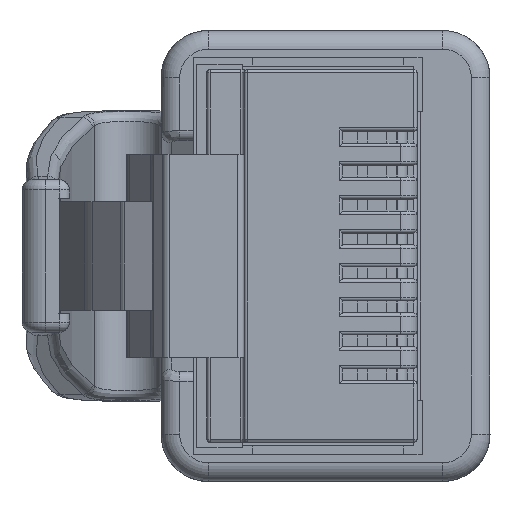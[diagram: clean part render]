
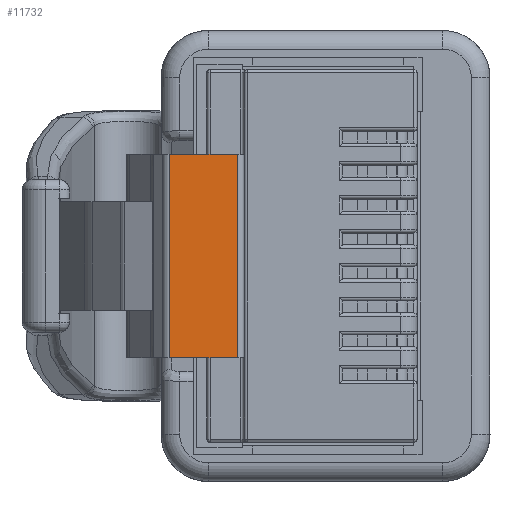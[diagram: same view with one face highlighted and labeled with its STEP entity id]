
A CAD part, left-side view. The second image highlights one B-rep face of the part: STEP entity #11732.
In plain terms, the highlighted planar face has unit normal (1, 0, 0).
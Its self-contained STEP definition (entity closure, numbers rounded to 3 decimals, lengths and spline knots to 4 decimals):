
#10158=PLANE('',#40491);
#11732=ADVANCED_FACE('',(#13646),#10158,.F.);
#13646=FACE_OUTER_BOUND('',#15210,.T.);
#15210=EDGE_LOOP('',(#22647,#22648,#22649,#22650));
#22647=ORIENTED_EDGE('',*,*,#30320,.T.);
#22648=ORIENTED_EDGE('',*,*,#30104,.T.);
#22649=ORIENTED_EDGE('',*,*,#30321,.F.);
#22650=ORIENTED_EDGE('',*,*,#30068,.T.);
#26384=VERTEX_POINT('',#70877);
#26385=VERTEX_POINT('',#70879);
#26414=VERTEX_POINT('',#70949);
#26415=VERTEX_POINT('',#70951);
#30068=EDGE_CURVE('',#26385,#26384,#33499,.T.);
#30104=EDGE_CURVE('',#26415,#26414,#33518,.T.);
#30320=EDGE_CURVE('',#26384,#26415,#33614,.T.);
#30321=EDGE_CURVE('',#26385,#26414,#33615,.T.);
#33499=LINE('',#70878,#36223);
#33518=LINE('',#70950,#36242);
#33614=LINE('',#71500,#36338);
#33615=LINE('',#71502,#36339);
#36223=VECTOR('',#46018,1.);
#36242=VECTOR('',#46083,1.);
#36338=VECTOR('',#46607,1.);
#36339=VECTOR('',#46610,1.);
#40491=AXIS2_PLACEMENT_3D('',#71503,#46611,#46612);
#46018=DIRECTION('',(0.,-1.,0.));
#46083=DIRECTION('',(0.,1.,0.));
#46607=DIRECTION('',(0.,0.,-1.));
#46610=DIRECTION('',(0.,0.,-1.));
#46611=DIRECTION('',(-1.,0.,0.));
#46612=DIRECTION('',(0.,1.,0.));
#70877=CARTESIAN_POINT('',(-123.4,2.85,3.002));
#70878=CARTESIAN_POINT('',(-123.4,6.289,3.002));
#70879=CARTESIAN_POINT('',(-123.4,4.85,3.002));
#70949=CARTESIAN_POINT('',(-123.4,4.85,-2.998));
#70950=CARTESIAN_POINT('',(-123.4,6.289,-2.998));
#70951=CARTESIAN_POINT('',(-123.4,2.85,-2.998));
#71500=CARTESIAN_POINT('',(-123.4,2.85,3.302));
#71502=CARTESIAN_POINT('',(-123.4,4.85,3.302));
#71503=CARTESIAN_POINT('',(-123.4,4.95,-3.298));
